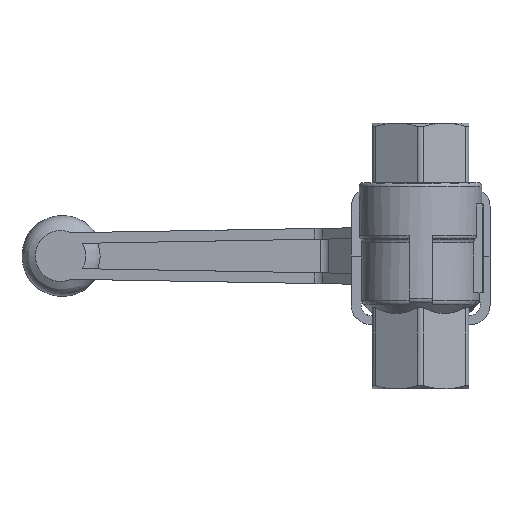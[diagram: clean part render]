
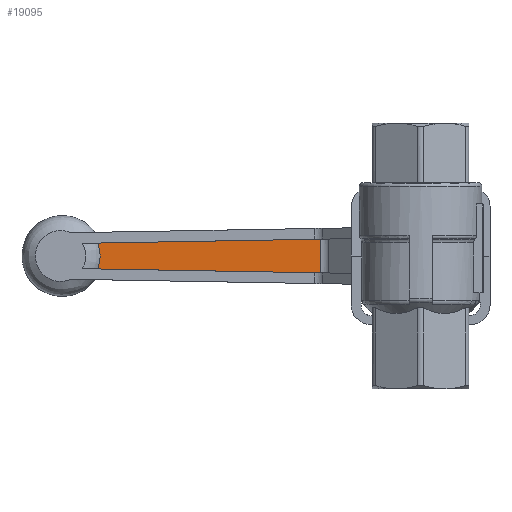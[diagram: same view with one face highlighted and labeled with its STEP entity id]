
A CAD part, front view. The second image highlights one B-rep face of the part: STEP entity #19095.
In plain terms, the highlighted planar face has unit normal (0, -1, 0).
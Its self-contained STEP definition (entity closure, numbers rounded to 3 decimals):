
#14363 = ( BOUNDED_SURFACE() B_SPLINE_SURFACE(3,3,(
    (#14364,#14365,#14366,#14367)
    ,(#14368,#14369,#14370,#14371)
    ,(#14372,#14373,#14374,#14375)
    ,(#14376,#14377,#14378,#14379
)),.UNSPECIFIED.,.F.,.F.,.F.) B_SPLINE_SURFACE_WITH_KNOTS((4,4),(4,4),(
    4.142,5.283),(0.505,1.381),
.PIECEWISE_BEZIER_KNOTS.) GEOMETRIC_REPRESENTATION_ITEM() 
RATIONAL_B_SPLINE_SURFACE((
    (1.,0.894,0.894,1.)
    ,(0.937,0.838,0.838,0.937)
    ,(0.937,0.838,0.838,0.937)
,(1.,0.894,0.894,1.
))) REPRESENTATION_ITEM('') SURFACE() );
#14364 = CARTESIAN_POINT('',(-87.917,45.661,
    31.239));
#14365 = CARTESIAN_POINT('',(-86.605,45.661,
    33.285));
#14366 = CARTESIAN_POINT('',(-86.605,45.661,
    35.715));
#14367 = CARTESIAN_POINT('',(-87.917,45.661,
    37.761));
#14368 = CARTESIAN_POINT('',(-86.546,45.974,
    30.36));
#14369 = CARTESIAN_POINT('',(-84.88,45.974,
    32.957));
#14370 = CARTESIAN_POINT('',(-84.88,45.974,
    36.043));
#14371 = CARTESIAN_POINT('',(-86.546,45.974,
    38.64));
#14372 = CARTESIAN_POINT('',(-85.416,46.949,
    29.635));
#14373 = CARTESIAN_POINT('',(-83.458,46.949,
    32.687));
#14374 = CARTESIAN_POINT('',(-83.458,46.949,
    36.313));
#14375 = CARTESIAN_POINT('',(-85.416,46.949,
    39.365));
#14376 = CARTESIAN_POINT('',(-84.741,48.4,29.201));
#14377 = CARTESIAN_POINT('',(-82.608,48.4,32.525));
#14378 = CARTESIAN_POINT('',(-82.608,48.4,36.475));
#14379 = CARTESIAN_POINT('',(-84.741,48.4,39.799));
#14447 = PLANE('',#14448);
#14448 = AXIS2_PLACEMENT_3D('',#14449,#14450,#14451);
#14449 = CARTESIAN_POINT('',(-1.,52.9,39.305));
#14450 = DIRECTION('',(-0.017,0.,
    1.));
#14451 = DIRECTION('',(1.,0.,
    0.017));
#14845 = PLANE('',#14846);
#14846 = AXIS2_PLACEMENT_3D('',#14847,#14848,#14849);
#14847 = CARTESIAN_POINT('',(-93.,52.9,31.3));
#14848 = DIRECTION('',(-0.017,0.,
    -1.));
#14849 = DIRECTION('',(-1.,0.,
    0.017));
#16084 = VERTEX_POINT('',#16085);
#16085 = CARTESIAN_POINT('',(-26.007,48.4,30.131));
#16100 = CYLINDRICAL_SURFACE('',#16101,3.);
#16101 = AXIS2_PLACEMENT_3D('',#16102,#16103,#16104);
#16102 = CARTESIAN_POINT('',(-26.007,45.4,29.));
#16103 = DIRECTION('',(0.,0.,-1.));
#16104 = DIRECTION('',(1.,0.,0.));
#16134 = EDGE_CURVE('',#16135,#16084,#16137,.T.);
#16135 = VERTEX_POINT('',#16136);
#16136 = CARTESIAN_POINT('',(-83.781,48.4,31.14));
#16137 = SURFACE_CURVE('',#16138,(#16142,#16149),.PCURVE_S1.);
#16138 = LINE('',#16139,#16140);
#16139 = CARTESIAN_POINT('',(-93.,48.4,31.3));
#16140 = VECTOR('',#16141,1.);
#16141 = DIRECTION('',(1.,0.,
    -0.017));
#16142 = PCURVE('',#14845,#16143);
#16143 = DEFINITIONAL_REPRESENTATION('',(#16144),#16148);
#16144 = LINE('',#16145,#16146);
#16145 = CARTESIAN_POINT('',(0.,-4.5));
#16146 = VECTOR('',#16147,1.);
#16147 = DIRECTION('',(-1.,0.));
#16148 = ( GEOMETRIC_REPRESENTATION_CONTEXT(2) 
PARAMETRIC_REPRESENTATION_CONTEXT() REPRESENTATION_CONTEXT('2D SPACE',''
  ) );
#16149 = PCURVE('',#16150,#16155);
#16150 = PLANE('',#16151);
#16151 = AXIS2_PLACEMENT_3D('',#16152,#16153,#16154);
#16152 = CARTESIAN_POINT('',(-26.007,48.4,29.));
#16153 = DIRECTION('',(0.,1.,0.));
#16154 = DIRECTION('',(0.,0.,-1.));
#16155 = DEFINITIONAL_REPRESENTATION('',(#16156),#16160);
#16156 = LINE('',#16157,#16158);
#16157 = CARTESIAN_POINT('',(-2.3,66.993));
#16158 = VECTOR('',#16159,1.);
#16159 = DIRECTION('',(0.017,-1.));
#16160 = ( GEOMETRIC_REPRESENTATION_CONTEXT(2) 
PARAMETRIC_REPRESENTATION_CONTEXT() REPRESENTATION_CONTEXT('2D SPACE',''
  ) );
#16546 = VERTEX_POINT('',#16547);
#16547 = CARTESIAN_POINT('',(-83.781,48.4,
    37.86));
#16608 = EDGE_CURVE('',#16609,#16546,#16611,.T.);
#16609 = VERTEX_POINT('',#16610);
#16610 = CARTESIAN_POINT('',(-26.007,48.4,38.869));
#16611 = SURFACE_CURVE('',#16612,(#16616,#16623),.PCURVE_S1.);
#16612 = LINE('',#16613,#16614);
#16613 = CARTESIAN_POINT('',(-1.,48.4,39.305));
#16614 = VECTOR('',#16615,1.);
#16615 = DIRECTION('',(-1.,0.,
    -0.017));
#16616 = PCURVE('',#14447,#16617);
#16617 = DEFINITIONAL_REPRESENTATION('',(#16618),#16622);
#16618 = LINE('',#16619,#16620);
#16619 = CARTESIAN_POINT('',(-0.,-4.5));
#16620 = VECTOR('',#16621,1.);
#16621 = DIRECTION('',(-1.,0.));
#16622 = ( GEOMETRIC_REPRESENTATION_CONTEXT(2) 
PARAMETRIC_REPRESENTATION_CONTEXT() REPRESENTATION_CONTEXT('2D SPACE',''
  ) );
#16623 = PCURVE('',#16150,#16624);
#16624 = DEFINITIONAL_REPRESENTATION('',(#16625),#16629);
#16625 = LINE('',#16626,#16627);
#16626 = CARTESIAN_POINT('',(-10.305,-25.007));
#16627 = VECTOR('',#16628,1.);
#16628 = DIRECTION('',(0.017,1.));
#16629 = ( GEOMETRIC_REPRESENTATION_CONTEXT(2) 
PARAMETRIC_REPRESENTATION_CONTEXT() REPRESENTATION_CONTEXT('2D SPACE',''
  ) );
#19052 = EDGE_CURVE('',#16084,#16609,#19053,.T.);
#19053 = SURFACE_CURVE('',#19054,(#19058,#19065),.PCURVE_S1.);
#19054 = LINE('',#19055,#19056);
#19055 = CARTESIAN_POINT('',(-26.007,48.4,29.));
#19056 = VECTOR('',#19057,1.);
#19057 = DIRECTION('',(0.,0.,1.));
#19058 = PCURVE('',#16100,#19059);
#19059 = DEFINITIONAL_REPRESENTATION('',(#19060),#19064);
#19060 = LINE('',#19061,#19062);
#19061 = CARTESIAN_POINT('',(4.712,0.));
#19062 = VECTOR('',#19063,1.);
#19063 = DIRECTION('',(0.,-1.));
#19064 = ( GEOMETRIC_REPRESENTATION_CONTEXT(2) 
PARAMETRIC_REPRESENTATION_CONTEXT() REPRESENTATION_CONTEXT('2D SPACE',''
  ) );
#19065 = PCURVE('',#16150,#19066);
#19066 = DEFINITIONAL_REPRESENTATION('',(#19067),#19071);
#19067 = LINE('',#19068,#19069);
#19068 = CARTESIAN_POINT('',(0.,0.));
#19069 = VECTOR('',#19070,1.);
#19070 = DIRECTION('',(-1.,0.));
#19071 = ( GEOMETRIC_REPRESENTATION_CONTEXT(2) 
PARAMETRIC_REPRESENTATION_CONTEXT() REPRESENTATION_CONTEXT('2D SPACE',''
  ) );
#19095 = ADVANCED_FACE('',(#19096),#16150,.F.);
#19096 = FACE_BOUND('',#19097,.T.);
#19097 = EDGE_LOOP('',(#19098,#19142,#19143,#19144));
#19098 = ORIENTED_EDGE('',*,*,#19099,.T.);
#19099 = EDGE_CURVE('',#16546,#16135,#19100,.T.);
#19100 = SURFACE_CURVE('',#19101,(#19106,#19113),.PCURVE_S1.);
#19101 = CIRCLE('',#19102,9.813);
#19102 = AXIS2_PLACEMENT_3D('',#19103,#19104,#19105);
#19103 = CARTESIAN_POINT('',(-93.,48.4,34.5));
#19104 = DIRECTION('',(0.,1.,0.));
#19105 = DIRECTION('',(0.,0.,-1.));
#19106 = PCURVE('',#16150,#19107);
#19107 = DEFINITIONAL_REPRESENTATION('',(#19108),#19112);
#19108 = CIRCLE('',#19109,9.813);
#19109 = AXIS2_PLACEMENT_2D('',#19110,#19111);
#19110 = CARTESIAN_POINT('',(-5.5,66.993));
#19111 = DIRECTION('',(1.,0.));
#19112 = ( GEOMETRIC_REPRESENTATION_CONTEXT(2) 
PARAMETRIC_REPRESENTATION_CONTEXT() REPRESENTATION_CONTEXT('2D SPACE',''
  ) );
#19113 = PCURVE('',#14363,#19114);
#19114 = DEFINITIONAL_REPRESENTATION('',(#19115),#19141);
#19115 = B_SPLINE_CURVE_WITH_KNOTS('',3,(#19116,#19117,#19118,#19119,
    #19120,#19121,#19122,#19123,#19124,#19125,#19126,#19127,#19128,
    #19129,#19130,#19131,#19132,#19133,#19134,#19135,#19136,#19137,
    #19138,#19139,#19140),.UNSPECIFIED.,.F.,.F.,(4,1,1,1,1,1,1,1,1,1,1,1
    ,1,1,1,1,1,1,1,1,1,1,4),(4.363,4.395,4.426
    ,4.458,4.49,4.522,4.554,
    4.585,4.617,4.649,4.681,
    4.712,4.744,4.776,4.808,
    4.839,4.871,4.903,4.935,
    4.967,4.998,5.03,5.062),
  .QUASI_UNIFORM_KNOTS.);
#19116 = CARTESIAN_POINT('',(5.283,1.207));
#19117 = CARTESIAN_POINT('',(5.283,1.198));
#19118 = CARTESIAN_POINT('',(5.283,1.182));
#19119 = CARTESIAN_POINT('',(5.283,1.158));
#19120 = CARTESIAN_POINT('',(5.283,1.134));
#19121 = CARTESIAN_POINT('',(5.283,1.11));
#19122 = CARTESIAN_POINT('',(5.283,1.086));
#19123 = CARTESIAN_POINT('',(5.283,1.062));
#19124 = CARTESIAN_POINT('',(5.283,1.038));
#19125 = CARTESIAN_POINT('',(5.283,1.014));
#19126 = CARTESIAN_POINT('',(5.283,0.99));
#19127 = CARTESIAN_POINT('',(5.283,0.967));
#19128 = CARTESIAN_POINT('',(5.283,0.943));
#19129 = CARTESIAN_POINT('',(5.283,0.919));
#19130 = CARTESIAN_POINT('',(5.283,0.896));
#19131 = CARTESIAN_POINT('',(5.283,0.872));
#19132 = CARTESIAN_POINT('',(5.283,0.848));
#19133 = CARTESIAN_POINT('',(5.283,0.824));
#19134 = CARTESIAN_POINT('',(5.283,0.8));
#19135 = CARTESIAN_POINT('',(5.283,0.776));
#19136 = CARTESIAN_POINT('',(5.283,0.752));
#19137 = CARTESIAN_POINT('',(5.283,0.728));
#19138 = CARTESIAN_POINT('',(5.283,0.704));
#19139 = CARTESIAN_POINT('',(5.283,0.688));
#19140 = CARTESIAN_POINT('',(5.283,0.679));
#19141 = ( GEOMETRIC_REPRESENTATION_CONTEXT(2) 
PARAMETRIC_REPRESENTATION_CONTEXT() REPRESENTATION_CONTEXT('2D SPACE',''
  ) );
#19142 = ORIENTED_EDGE('',*,*,#16134,.T.);
#19143 = ORIENTED_EDGE('',*,*,#19052,.T.);
#19144 = ORIENTED_EDGE('',*,*,#16608,.T.);
